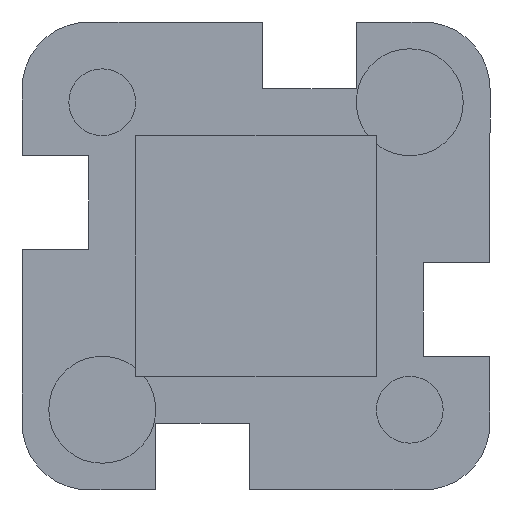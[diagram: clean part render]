
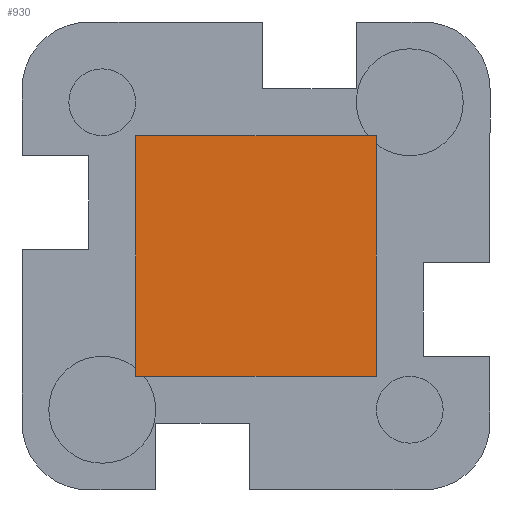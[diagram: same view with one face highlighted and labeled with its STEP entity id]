
A CAD part, front view. The second image highlights one B-rep face of the part: STEP entity #930.
In plain terms, the highlighted planar face has unit normal (0, -1, 0).
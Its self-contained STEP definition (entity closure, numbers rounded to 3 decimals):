
#68 = DIRECTION ( 'NONE',  ( 0., -1., 0. ) ) ;
#83 = VECTOR ( 'NONE', #1458, 1000. ) ;
#87 = LINE ( 'NONE', #97, #1028 ) ;
#97 = CARTESIAN_POINT ( 'NONE',  ( 26.5, -42.25, -8.5 ) ) ;
#148 = CARTESIAN_POINT ( 'NONE',  ( 8.5, -42.25, -8.5 ) ) ;
#257 = LINE ( 'NONE', #148, #1393 ) ;
#341 = FACE_OUTER_BOUND ( 'NONE', #375, .T. ) ;
#375 = EDGE_LOOP ( 'NONE', ( #1171, #1351, #1526, #956 ) ) ;
#396 = CARTESIAN_POINT ( 'NONE',  ( 8.5, -42.25, -8.5 ) ) ;
#515 = CARTESIAN_POINT ( 'NONE',  ( 8.5, -42.25, -26.5 ) ) ;
#548 = AXIS2_PLACEMENT_3D ( 'NONE', #1538, #68, #706 ) ;
#563 = VERTEX_POINT ( 'NONE', #981 ) ;
#657 = LINE ( 'NONE', #396, #83 ) ;
#706 = DIRECTION ( 'NONE',  ( 0., 0., -1. ) ) ;
#827 = EDGE_CURVE ( 'NONE', #901, #1228, #257, .T. ) ;
#829 = CARTESIAN_POINT ( 'NONE',  ( 8.5, -42.25, -26.5 ) ) ;
#841 = CARTESIAN_POINT ( 'NONE',  ( 8.5, -42.25, -8.5 ) ) ;
#862 = EDGE_CURVE ( 'NONE', #1228, #1361, #657, .T. ) ;
#871 = VECTOR ( 'NONE', #1323, 1000. ) ;
#901 = VERTEX_POINT ( 'NONE', #1082 ) ;
#930 = ADVANCED_FACE ( 'NONE', ( #341 ), #964, .T. ) ;
#956 = ORIENTED_EDGE ( 'NONE', *, *, #827, .T. ) ;
#964 = PLANE ( 'NONE',  #548 ) ;
#981 = CARTESIAN_POINT ( 'NONE',  ( 26.5, -42.25, -26.5 ) ) ;
#1028 = VECTOR ( 'NONE', #1435, 1000. ) ;
#1060 = DIRECTION ( 'NONE',  ( -1., 0., 0. ) ) ;
#1077 = EDGE_CURVE ( 'NONE', #563, #901, #87, .T. ) ;
#1082 = CARTESIAN_POINT ( 'NONE',  ( 26.5, -42.25, -8.5 ) ) ;
#1171 = ORIENTED_EDGE ( 'NONE', *, *, #862, .T. ) ;
#1228 = VERTEX_POINT ( 'NONE', #841 ) ;
#1323 = DIRECTION ( 'NONE',  ( 1., 0., 0. ) ) ;
#1351 = ORIENTED_EDGE ( 'NONE', *, *, #1572, .T. ) ;
#1361 = VERTEX_POINT ( 'NONE', #829 ) ;
#1393 = VECTOR ( 'NONE', #1060, 1000. ) ;
#1435 = DIRECTION ( 'NONE',  ( 0., 0., 1. ) ) ;
#1458 = DIRECTION ( 'NONE',  ( 0., 0., -1. ) ) ;
#1526 = ORIENTED_EDGE ( 'NONE', *, *, #1077, .T. ) ;
#1538 = CARTESIAN_POINT ( 'NONE',  ( 0., -42.25, 0. ) ) ;
#1572 = EDGE_CURVE ( 'NONE', #1361, #563, #1718, .T. ) ;
#1718 = LINE ( 'NONE', #515, #871 ) ;
